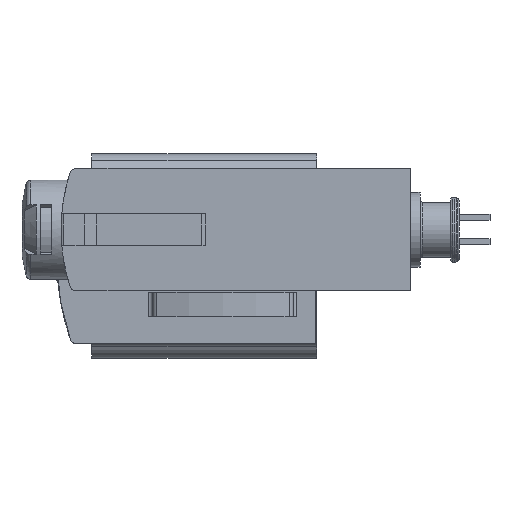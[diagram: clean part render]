
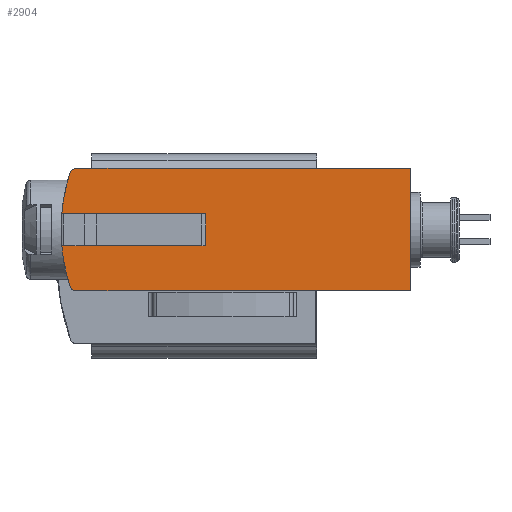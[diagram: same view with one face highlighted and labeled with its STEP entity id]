
A CAD part, left-side view. The second image highlights one B-rep face of the part: STEP entity #2904.
In plain terms, the highlighted planar face has unit normal (-1, 0, 0).
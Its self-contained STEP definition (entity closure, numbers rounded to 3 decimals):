
#37=PLANE('',#3165);
#230=LINE('',#4697,#482);
#239=LINE('',#4715,#491);
#240=LINE('',#4718,#492);
#241=LINE('',#4721,#493);
#242=LINE('',#4723,#494);
#243=LINE('',#4725,#495);
#482=VECTOR('',#3660,1000.);
#491=VECTOR('',#3671,1000.);
#492=VECTOR('',#3672,1000.);
#493=VECTOR('',#3675,1000.);
#494=VECTOR('',#3676,1000.);
#495=VECTOR('',#3679,1000.);
#693=CIRCLE('',#3116,15.);
#696=CIRCLE('',#3119,15.);
#727=CIRCLE('',#3166,0.5);
#728=CIRCLE('',#3167,0.5);
#983=ORIENTED_EDGE('',*,*,#1803,.T.);
#984=ORIENTED_EDGE('',*,*,#1804,.T.);
#985=ORIENTED_EDGE('',*,*,#1702,.F.);
#986=ORIENTED_EDGE('',*,*,#1805,.F.);
#987=ORIENTED_EDGE('',*,*,#1806,.T.);
#988=ORIENTED_EDGE('',*,*,#1807,.T.);
#989=ORIENTED_EDGE('',*,*,#1794,.F.);
#990=ORIENTED_EDGE('',*,*,#1808,.F.);
#991=ORIENTED_EDGE('',*,*,#1705,.F.);
#992=ORIENTED_EDGE('',*,*,#1809,.F.);
#1702=EDGE_CURVE('',#2117,#2118,#693,.T.);
#1705=EDGE_CURVE('',#2120,#2121,#696,.T.);
#1794=EDGE_CURVE('',#2198,#2199,#230,.T.);
#1803=EDGE_CURVE('',#2207,#2208,#239,.T.);
#1804=EDGE_CURVE('',#2208,#2118,#240,.T.);
#1805=EDGE_CURVE('',#2209,#2117,#727,.T.);
#1806=EDGE_CURVE('',#2209,#2210,#241,.T.);
#1807=EDGE_CURVE('',#2210,#2199,#242,.T.);
#1808=EDGE_CURVE('',#2121,#2198,#728,.T.);
#1809=EDGE_CURVE('',#2207,#2120,#243,.T.);
#2117=VERTEX_POINT('',#4504);
#2118=VERTEX_POINT('',#4505);
#2120=VERTEX_POINT('',#4509);
#2121=VERTEX_POINT('',#4511);
#2198=VERTEX_POINT('',#4696);
#2199=VERTEX_POINT('',#4698);
#2207=VERTEX_POINT('',#4716);
#2208=VERTEX_POINT('',#4717);
#2209=VERTEX_POINT('',#4720);
#2210=VERTEX_POINT('',#4722);
#2397=EDGE_LOOP('',(#983,#984,#985,#986,#987,#988,#989,#990,#991,#992));
#2634=FACE_BOUND('',#2397,.T.);
#2904=ADVANCED_FACE('',(#2634),#37,.F.);
#3116=AXIS2_PLACEMENT_3D('',#4503,#3507,#3508);
#3119=AXIS2_PLACEMENT_3D('',#4510,#3513,#3514);
#3165=AXIS2_PLACEMENT_3D('',#4714,#3669,#3670);
#3166=AXIS2_PLACEMENT_3D('',#4719,#3673,#3674);
#3167=AXIS2_PLACEMENT_3D('',#4724,#3677,#3678);
#3507=DIRECTION('',(1.,0.,0.));
#3508=DIRECTION('',(0.,0.,-1.));
#3513=DIRECTION('',(1.,0.,0.));
#3514=DIRECTION('',(0.,0.,-1.));
#3660=DIRECTION('',(0.,-1.,0.));
#3669=DIRECTION('',(1.,0.,0.));
#3670=DIRECTION('',(0.,0.,-1.));
#3671=DIRECTION('',(0.,0.,-1.));
#3672=DIRECTION('',(0.,1.,0.));
#3673=DIRECTION('',(1.,0.,0.));
#3674=DIRECTION('',(0.,0.,-1.));
#3675=DIRECTION('',(0.,-1.,0.));
#3676=DIRECTION('',(0.,0.,1.));
#3677=DIRECTION('',(1.,0.,0.));
#3678=DIRECTION('',(0.,0.,-1.));
#3679=DIRECTION('',(0.,1.,0.));
#4503=CARTESIAN_POINT('',(-102.4,5.85,0.));
#4504=CARTESIAN_POINT('',(-102.4,20.109,-4.655));
#4505=CARTESIAN_POINT('',(-102.4,20.794,-1.3));
#4509=CARTESIAN_POINT('',(-102.4,20.794,1.3));
#4510=CARTESIAN_POINT('',(-102.4,5.85,0.));
#4511=CARTESIAN_POINT('',(-102.4,20.109,4.655));
#4696=CARTESIAN_POINT('',(-102.4,19.634,5.));
#4697=CARTESIAN_POINT('',(-102.4,23.,5.));
#4698=CARTESIAN_POINT('',(-102.4,-7.65,5.));
#4714=CARTESIAN_POINT('',(-102.4,23.,-5.));
#4715=CARTESIAN_POINT('',(-102.4,9.05,1.3));
#4716=CARTESIAN_POINT('',(-102.4,9.05,1.3));
#4717=CARTESIAN_POINT('',(-102.4,9.05,-1.3));
#4718=CARTESIAN_POINT('',(-102.4,9.05,-1.3));
#4719=CARTESIAN_POINT('',(-102.4,19.634,-4.5));
#4720=CARTESIAN_POINT('',(-102.4,19.634,-5.));
#4721=CARTESIAN_POINT('',(-102.4,23.,-5.));
#4722=CARTESIAN_POINT('',(-102.4,-7.65,-5.));
#4723=CARTESIAN_POINT('',(-102.4,-7.65,-47.17));
#4724=CARTESIAN_POINT('',(-102.4,19.634,4.5));
#4725=CARTESIAN_POINT('',(-102.4,9.05,1.3));
